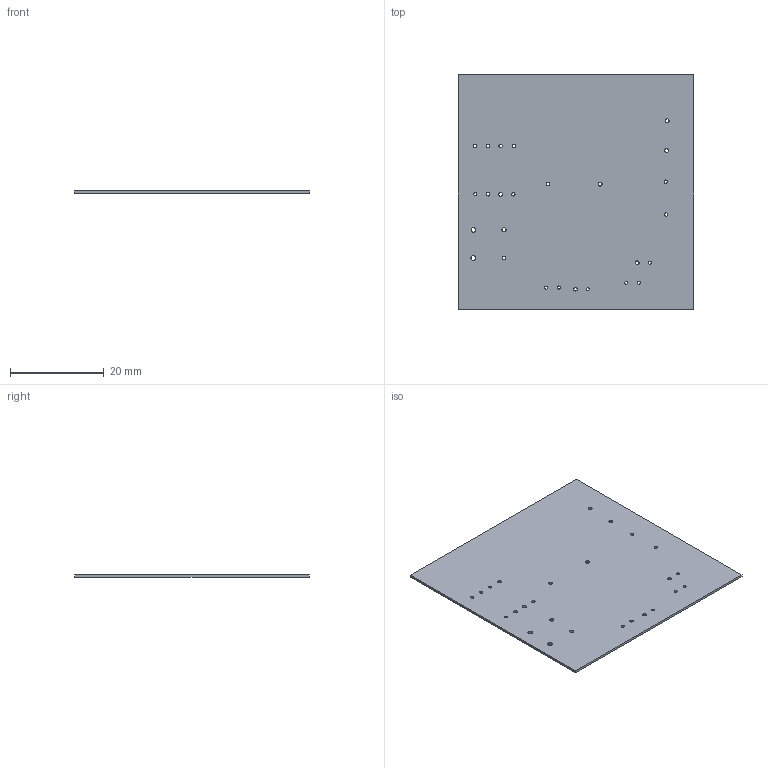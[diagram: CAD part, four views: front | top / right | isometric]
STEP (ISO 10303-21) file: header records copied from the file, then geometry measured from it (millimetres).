
FILE_DESCRIPTION(/* description */ (''),/* implementation_level */ '2;1');
FILE_NAME(/* name */ 'Untitled7.step',/* time_stamp */ '2026-01-31T22:51:15+03:00',/* author */ (''),/* organization */ (''),/* preprocessor_version */ 'ST-DEVELOPER v20.1',/* originating_system */ 'Autodesk Translation Framework v14.24.0.0',/* authorisation */ '');
FILE_SCHEMA (('AUTOMOTIVE_DESIGN { 1 0 10303 214 3 1 1 }'));
Length unit declared in the file: centimetre
Products named in the file (1): 2026-01-31-21-15-14-512
Bounding box: 50.13 x 50 x 0.5 mm (x, y, z)
Volume: 1247.2 mm3; surface area: 5120.3 mm2
Topology: 1 solids, 1 shells, 32 faces, 90 edges, 60 vertices
Faces by surface type: cylinder 26, plane 6
Full cylindrical faces by diameter (mm): 0.614 x1, 0.627 x1, 0.643 x1, 0.663 x1, 0.664 x1, 0.683 x1, 0.687 x1, 0.71 x1, 0.72 x1, 0.721 x5, 0.777 x1, 0.781 x1, 0.795 x1, 0.825 x2, 0.835 x1, 0.849 x2, 0.861 x1, 0.88 x1, 0.964 x1, 1.059 x1
Entity records: 1203 total; most frequent: DIRECTION 208, CARTESIAN_POINT 183, ORIENTED_EDGE 180, EDGE_CURVE 90, AXIS2_PLACEMENT_3D 85, EDGE_LOOP 84, VERTEX_POINT 60, FACE_BOUND 52
